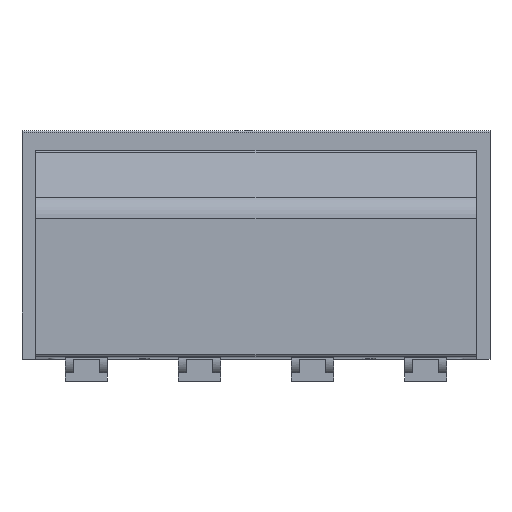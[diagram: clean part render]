
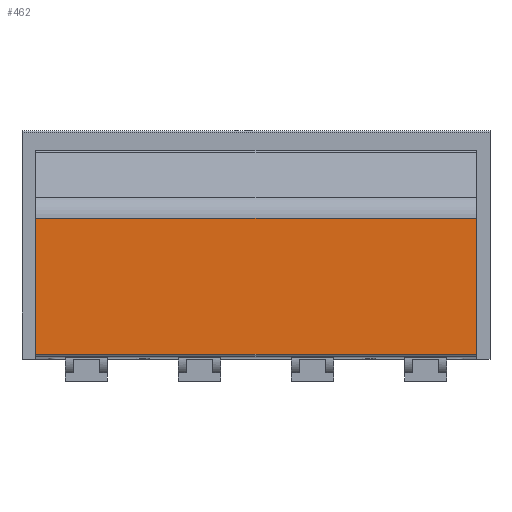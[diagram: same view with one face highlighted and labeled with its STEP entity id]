
A CAD part, front view. The second image highlights one B-rep face of the part: STEP entity #462.
In plain terms, the highlighted planar face has unit normal (0, -1, 0).
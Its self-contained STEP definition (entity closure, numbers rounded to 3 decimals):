
#16 = EDGE_CURVE ( 'NONE', #4072, #2711, #2729, .T. ) ;
#62 = LINE ( 'NONE', #1808, #2515 ) ;
#90 = EDGE_CURVE ( 'NONE', #1247, #4072, #3381, .T. ) ;
#137 = VECTOR ( 'NONE', #862, 1000. ) ;
#156 = CARTESIAN_POINT ( 'NONE',  ( 105.5, -39.6, 63.617 ) ) ;
#217 = CARTESIAN_POINT ( 'NONE',  ( -99.35, -39.6, 63.617 ) ) ;
#372 = CARTESIAN_POINT ( 'NONE',  ( 105.5, -39.6, 63.617 ) ) ;
#422 = DIRECTION ( 'NONE',  ( 1., 0., 0. ) ) ;
#425 = CARTESIAN_POINT ( 'NONE',  ( 105.5, -39.6, 2.314 ) ) ;
#462 = ADVANCED_FACE ( 'NONE', ( #1378 ), #3609, .F. ) ;
#726 = DIRECTION ( 'NONE',  ( 0., 1., 0. ) ) ;
#862 = DIRECTION ( 'NONE',  ( 0., 0., 1. ) ) ;
#1079 = DIRECTION ( 'NONE',  ( -1., 0., 0. ) ) ;
#1247 = VERTEX_POINT ( 'NONE', #1858 ) ;
#1362 = DIRECTION ( 'NONE',  ( 0., 0., 1. ) ) ;
#1378 = FACE_OUTER_BOUND ( 'NONE', #3143, .T. ) ;
#1668 = VECTOR ( 'NONE', #1079, 1000. ) ;
#1800 = ORIENTED_EDGE ( 'NONE', *, *, #2420, .F. ) ;
#1808 = CARTESIAN_POINT ( 'NONE',  ( 99.35, -39.6, 63.617 ) ) ;
#1858 = CARTESIAN_POINT ( 'NONE',  ( -99.35, -39.6, 2.314 ) ) ;
#1926 = LINE ( 'NONE', #425, #1668 ) ;
#2160 = CARTESIAN_POINT ( 'NONE',  ( -99.35, -39.6, 63.617 ) ) ;
#2282 = EDGE_CURVE ( 'NONE', #3348, #1247, #1926, .T. ) ;
#2420 = EDGE_CURVE ( 'NONE', #2711, #3348, #62, .T. ) ;
#2515 = VECTOR ( 'NONE', #4051, 1000. ) ;
#2628 = CARTESIAN_POINT ( 'NONE',  ( 99.35, -39.6, 63.617 ) ) ;
#2711 = VERTEX_POINT ( 'NONE', #2628 ) ;
#2729 = LINE ( 'NONE', #156, #3228 ) ;
#3143 = EDGE_LOOP ( 'NONE', ( #3509, #3160, #1800, #3425 ) ) ;
#3160 = ORIENTED_EDGE ( 'NONE', *, *, #2282, .F. ) ;
#3228 = VECTOR ( 'NONE', #422, 1000. ) ;
#3267 = CARTESIAN_POINT ( 'NONE',  ( 99.35, -39.6, 2.314 ) ) ;
#3346 = AXIS2_PLACEMENT_3D ( 'NONE', #372, #726, #1362 ) ;
#3348 = VERTEX_POINT ( 'NONE', #3267 ) ;
#3381 = LINE ( 'NONE', #217, #137 ) ;
#3425 = ORIENTED_EDGE ( 'NONE', *, *, #16, .F. ) ;
#3509 = ORIENTED_EDGE ( 'NONE', *, *, #90, .F. ) ;
#3609 = PLANE ( 'NONE',  #3346 ) ;
#4051 = DIRECTION ( 'NONE',  ( 0., 0., -1. ) ) ;
#4072 = VERTEX_POINT ( 'NONE', #2160 ) ;
